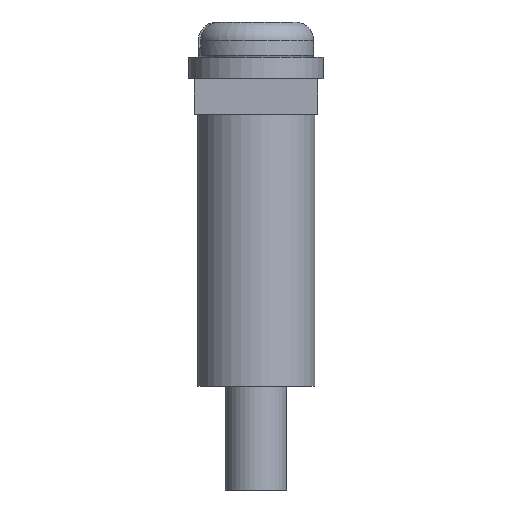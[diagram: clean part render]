
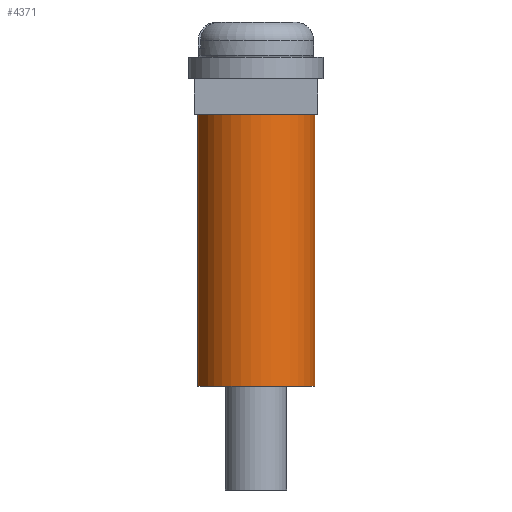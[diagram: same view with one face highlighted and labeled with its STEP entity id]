
A CAD part, front view. The second image highlights one B-rep face of the part: STEP entity #4371.
In plain terms, the highlighted cylindrical face has radius 2.5 mm (diameter 5 mm), a full revolution.
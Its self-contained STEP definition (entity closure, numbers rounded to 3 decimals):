
#266 = CIRCLE ( 'NONE', #9293, 2.5 ) ;
#440 = ORIENTED_EDGE ( 'NONE', *, *, #584, .F. ) ;
#584 = EDGE_CURVE ( 'NONE', #4559, #4559, #266, .T. ) ;
#831 = CARTESIAN_POINT ( 'NONE',  ( -59.856, -59.025, -12.25 ) ) ;
#1558 = FACE_OUTER_BOUND ( 'NONE', #6168, .T. ) ;
#1601 = CARTESIAN_POINT ( 'NONE',  ( -59.856, -59.025, -0.75 ) ) ;
#2451 = DIRECTION ( 'NONE',  ( 0., 0., 1. ) ) ;
#2678 = ORIENTED_EDGE ( 'NONE', *, *, #6266, .T. ) ;
#2916 = VERTEX_POINT ( 'NONE', #831 ) ;
#3060 = CIRCLE ( 'NONE', #8586, 2.5 ) ;
#3680 = DIRECTION ( 'NONE',  ( 0., 0., 1. ) ) ;
#4371 = ADVANCED_FACE ( 'NONE', ( #4503, #1558 ), #9028, .T. ) ;
#4503 = FACE_OUTER_BOUND ( 'NONE', #6769, .T. ) ;
#4559 = VERTEX_POINT ( 'NONE', #1601 ) ;
#4598 = CARTESIAN_POINT ( 'NONE',  ( -59.206, -56.611, -0.75 ) ) ;
#4792 = DIRECTION ( 'NONE',  ( -0.26, -0.966, 0. ) ) ;
#4945 = AXIS2_PLACEMENT_3D ( 'NONE', #4598, #6981, #8415 ) ;
#6168 = EDGE_LOOP ( 'NONE', ( #2678 ) ) ;
#6266 = EDGE_CURVE ( 'NONE', #2916, #2916, #3060, .T. ) ;
#6757 = DIRECTION ( 'NONE',  ( -0.26, -0.966, 0. ) ) ;
#6769 = EDGE_LOOP ( 'NONE', ( #440 ) ) ;
#6981 = DIRECTION ( 'NONE',  ( 0., 0., -1. ) ) ;
#7399 = CARTESIAN_POINT ( 'NONE',  ( -59.206, -56.611, -0.75 ) ) ;
#8415 = DIRECTION ( 'NONE',  ( 0.26, 0.966, 0. ) ) ;
#8586 = AXIS2_PLACEMENT_3D ( 'NONE', #8675, #2451, #4792 ) ;
#8675 = CARTESIAN_POINT ( 'NONE',  ( -59.206, -56.611, -12.25 ) ) ;
#9028 = CYLINDRICAL_SURFACE ( 'NONE', #4945, 2.5 ) ;
#9293 = AXIS2_PLACEMENT_3D ( 'NONE', #7399, #3680, #6757 ) ;
